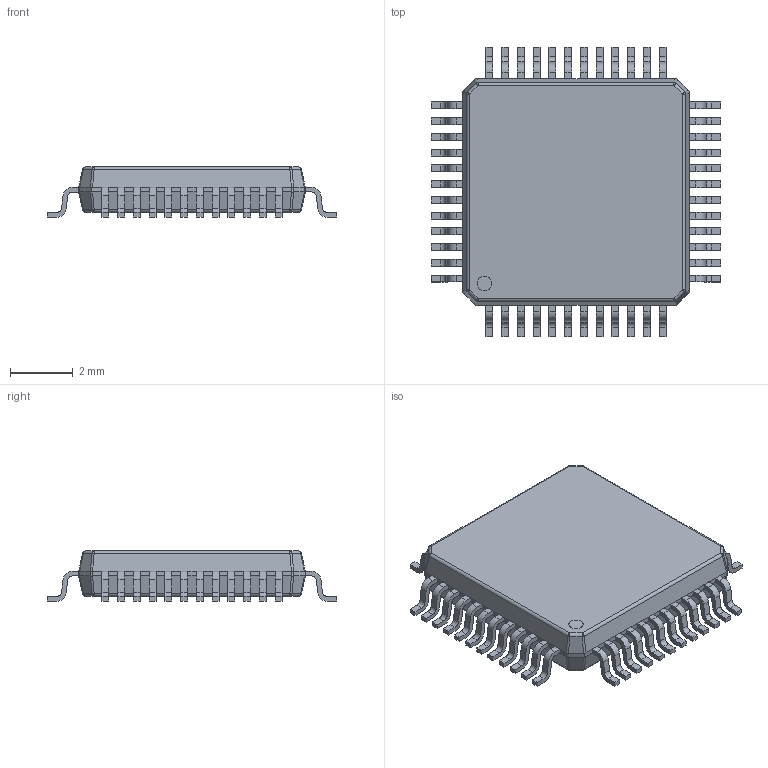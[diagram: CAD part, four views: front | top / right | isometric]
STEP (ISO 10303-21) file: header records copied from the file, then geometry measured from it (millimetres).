
FILE_DESCRIPTION(('STEP AP214'), '1');
FILE_NAME('MS-026BBC', '2017-01-09T16:07:19', ('Nobody'), (''), 'ASCON STEP Converter 1.3', 'ASCON Math Kernel', '');
FILE_SCHEMA(('AUTOMOTIVE_DESIGN { 1 0 10303 214 3 1 1}'));
Length unit declared in the file: millimetre
Bounding box: 9.2 x 9.2 x 1.6 mm (x, y, z)
Volume: 75 mm3; surface area: 202.2 mm2
Topology: 49 solids, 49 shells, 754 faces, 2098 edges, 1475 vertices
Faces by surface type: plane 507, cylinder 231, bspline 16
Entity records: 30478 total; most frequent: CARTESIAN_POINT 4398, DIRECTION 4071, ORIENTED_EDGE 3780, EDGE_CURVE 1890, LINE 1535, VECTOR 1535, AXIS2_PLACEMENT_3D 1268, VERTEX_POINT 1235
